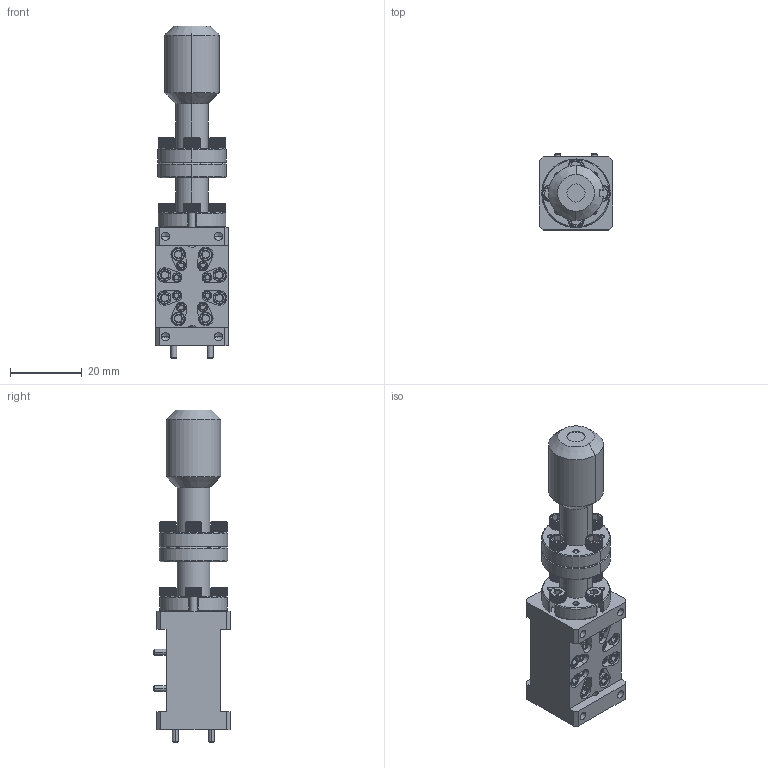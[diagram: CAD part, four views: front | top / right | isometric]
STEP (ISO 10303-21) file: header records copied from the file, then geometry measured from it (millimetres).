
FILE_DESCRIPTION (( 'STEP AP203' ), '1' );
FILE_NAME ('SAF-1141741335-082-S1-065-DP.STEP', '2021-07-16T22:04:44', ( '' ), ( '' ), 'SwSTEP 2.0', 'SolidWorks 2021', '' );
FILE_SCHEMA (( 'CONFIG_CONTROL_DESIGN' ));
Products named in the file (1): SAF-1141741335-082-S1-065-DP
Bounding box: 20.32 x 21.15 x 92.27 mm (x, y, z)
Volume: 18767.3 mm3; surface area: 10503.6 mm2
Topology: 11 solids, 13 shells, 2071 faces, 5445 edges, 3448 vertices
Faces by surface type: plane 1080, cylinder 603, cone 364, torus 16, bspline 8
Entity records: 67067 total; most frequent: CARTESIAN_POINT 18492, ORIENTED_EDGE 10814, DIRECTION 9239, EDGE_CURVE 5407, AXIS2_PLACEMENT_3D 3535, VERTEX_POINT 3448, EDGE_LOOP 2217, VECTOR 2169
